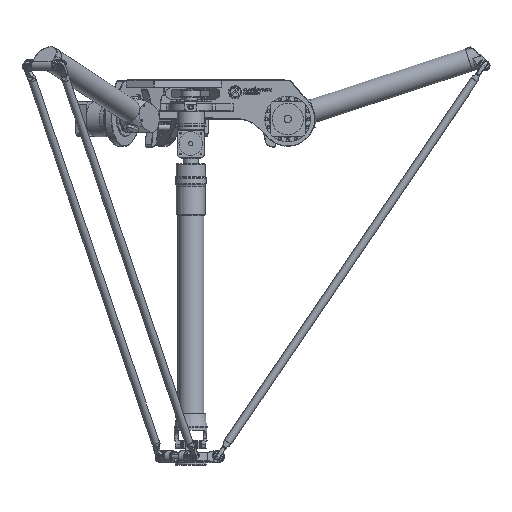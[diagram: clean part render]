
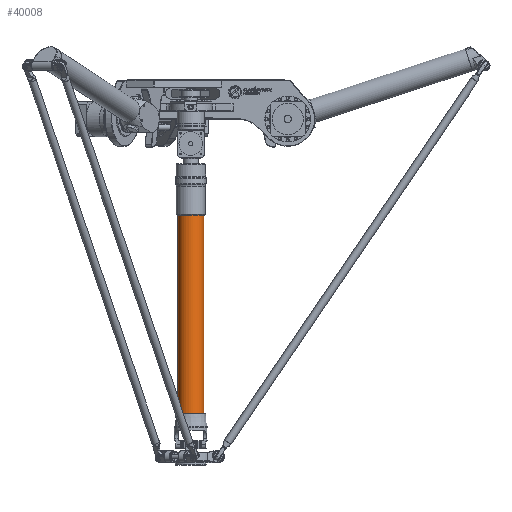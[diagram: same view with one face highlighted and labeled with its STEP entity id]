
A CAD part, front view. The second image highlights one B-rep face of the part: STEP entity #40008.
In plain terms, the highlighted cylindrical face has radius 33.5 mm (diameter 67 mm), a full revolution.
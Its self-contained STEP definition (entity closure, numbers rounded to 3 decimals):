
#1840=FACE_BOUND('',#8387,.T.);
#5328=FACE_OUTER_BOUND('',#8386,.T.);
#8386=EDGE_LOOP('',(#35268));
#8387=EDGE_LOOP('',(#35269));
#10187=CIRCLE('',#44125,33.5);
#10218=CIRCLE('',#44204,33.5);
#19765=VERTEX_POINT('',#76384);
#19827=VERTEX_POINT('',#76721);
#24920=EDGE_CURVE('',#19765,#19765,#10187,.T.);
#25015=EDGE_CURVE('',#19827,#19827,#10218,.T.);
#35268=ORIENTED_EDGE('',*,*,#24920,.F.);
#35269=ORIENTED_EDGE('',*,*,#25015,.T.);
#36949=CYLINDRICAL_SURFACE('',#44217,33.5);
#40008=ADVANCED_FACE('',(#5328,#1840),#36949,.T.);
#44125=AXIS2_PLACEMENT_3D('',#76385,#54748,#54749);
#44204=AXIS2_PLACEMENT_3D('',#76722,#54950,#54951);
#44217=AXIS2_PLACEMENT_3D('',#76739,#54976,#54977);
#54748=DIRECTION('center_axis',(0.,-1.,0.));
#54749=DIRECTION('ref_axis',(1.,0.,0.));
#54950=DIRECTION('center_axis',(0.,-1.,0.));
#54951=DIRECTION('ref_axis',(1.,0.,0.));
#54976=DIRECTION('center_axis',(0.,-1.,0.));
#54977=DIRECTION('ref_axis',(1.,0.,0.));
#76384=CARTESIAN_POINT('',(33.5,0.,0.));
#76385=CARTESIAN_POINT('Origin',(0.,0.,0.));
#76721=CARTESIAN_POINT('',(33.5,510.07,0.));
#76722=CARTESIAN_POINT('Origin',(0.,510.07,0.));
#76739=CARTESIAN_POINT('Origin',(0.,255.035,0.));
